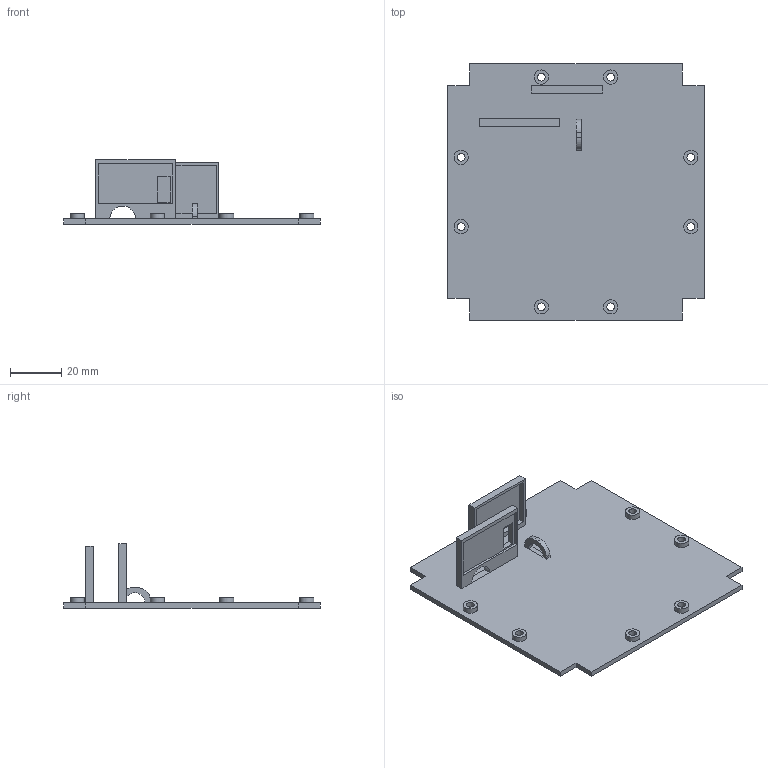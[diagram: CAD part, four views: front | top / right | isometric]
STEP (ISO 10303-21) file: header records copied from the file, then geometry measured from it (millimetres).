
FILE_DESCRIPTION(('FreeCAD Model'),'2;1');
FILE_NAME('Open CASCADE Shape Model','2026-02-15T20:24:33',(''),(''), 'Open CASCADE STEP processor 7.8','FreeCAD','Unknown');
FILE_SCHEMA(('AUTOMOTIVE_DESIGN { 1 0 10303 214 1 1 1 1 }'));
Length unit declared in the file: millimetre
Products named in the file (1): Front
Bounding box: 100 x 100 x 25 mm (x, y, z)
Volume: 21889.6 mm3; surface area: 23938.5 mm2
Topology: 1 solids, 1 shells, 81 faces, 200 edges, 130 vertices
Faces by surface type: plane 53, cylinder 20, cone 8
Full cylindrical faces by diameter (mm): 3 x8, 5.6 x8
Entity records: 5058 total; most frequent: CARTESIAN_POINT 916, DIRECTION 774, LINE 474, VECTOR 474, ORIENTED_EDGE 400, PCURVE 400, DEFINITIONAL_REPRESENTATION 400, EDGE_CURVE 200
